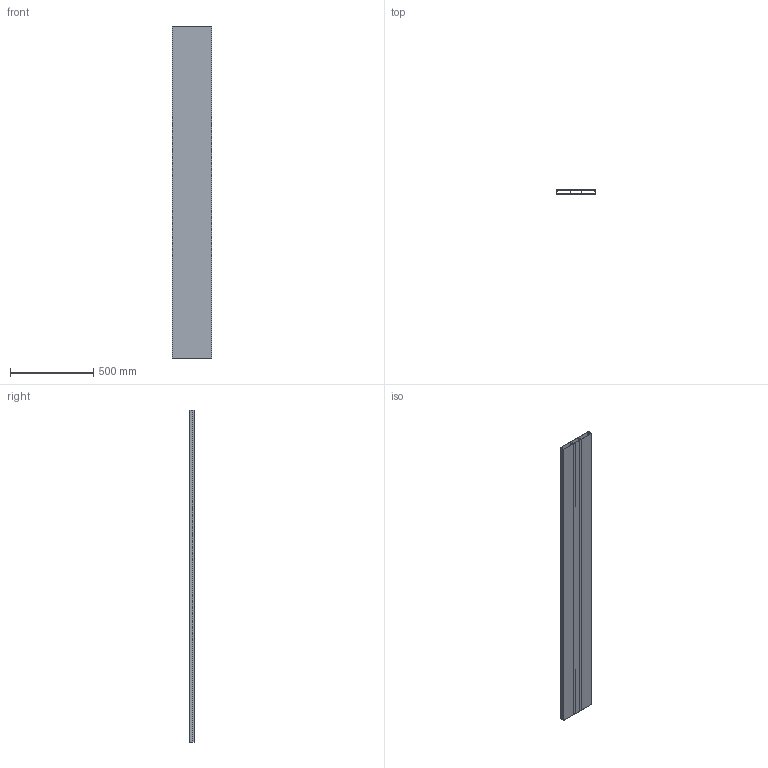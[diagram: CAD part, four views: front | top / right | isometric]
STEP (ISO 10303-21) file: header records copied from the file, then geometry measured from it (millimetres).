
FILE_DESCRIPTION((''),'2;1');
FILE_NAME('UK240283KUN_ASM','2022-10-21T15:00:40',('wilhelo'),(''),'CREO PARAMETRIC BY PTC INC, 2022024','CREO PARAMETRIC BY PTC INC, 2022024','');
FILE_SCHEMA(('AUTOMOTIVE_DESIGN { 1 0 10303 214 1 1 1 1 }'));
Length unit declared in the file: millimetre
Products named in the file (3): UK240283KUN_OBERTEIL; UK240283KUN_UNTERTEIL; UK240283KUN_ASM
Assembly tree (2 placements, depth 2):
  UK240283KUN_ASM
    UK240283KUN_OBERTEIL
    UK240283KUN_UNTERTEIL
Bounding box: 240 x 27.75 x 2000 mm (x, y, z)
Volume: 1476113.1 mm3; surface area: 2550161.7 mm2
Topology: 2 solids, 2 shells, 46 faces, 120 edges, 80 vertices
Faces by surface type: plane 46
Entity records: 4118 total; most frequent: DIRECTION 610, CARTESIAN_POINT 524, ORIENTED_EDGE 240, COLOUR_RGB 214, AXIS2_PLACEMENT_3D 200, PROPERTY_DEFINITION 173, REPRESENTATION 171, PROPERTY_DEFINITION_REPRESENTATION 171
